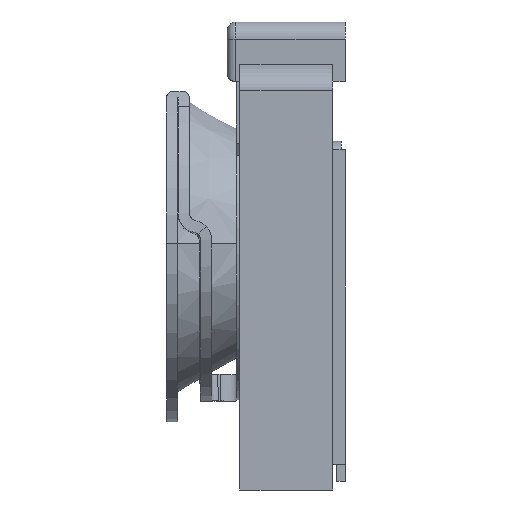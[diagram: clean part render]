
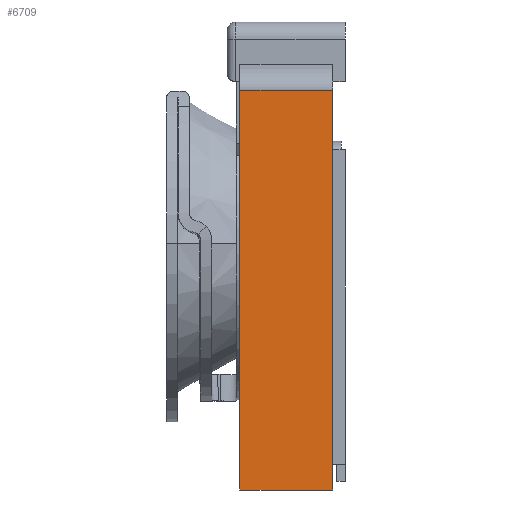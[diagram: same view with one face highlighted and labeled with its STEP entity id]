
A CAD part, left-side view. The second image highlights one B-rep face of the part: STEP entity #6709.
In plain terms, the highlighted planar face has unit normal (-1, 0, 0).
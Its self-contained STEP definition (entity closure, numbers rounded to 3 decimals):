
#288 = DIRECTION ( 'NONE',  ( 0., -1., 0. ) ) ;
#804 = CARTESIAN_POINT ( 'NONE',  ( -1.1, 0.075, -1.45 ) ) ;
#1148 = CARTESIAN_POINT ( 'NONE',  ( -1.1, 0.075, -1.45 ) ) ;
#1199 = CARTESIAN_POINT ( 'NONE',  ( -1.1, 0.62, 0.9 ) ) ;
#1367 = VERTEX_POINT ( 'NONE', #1199 ) ;
#1440 = DIRECTION ( 'NONE',  ( 0., 0., -1. ) ) ;
#1644 = CARTESIAN_POINT ( 'NONE',  ( -1.1, 0.62, -1.45 ) ) ;
#1670 = ORIENTED_EDGE ( 'NONE', *, *, #8695, .F. ) ;
#1686 = LINE ( 'NONE', #3885, #7867 ) ;
#1914 = VECTOR ( 'NONE', #288, 1000. ) ;
#2099 = VERTEX_POINT ( 'NONE', #4375 ) ;
#2407 = DIRECTION ( 'NONE',  ( 0., 0., 1. ) ) ;
#2645 = LINE ( 'NONE', #804, #4824 ) ;
#2815 = VECTOR ( 'NONE', #3216, 1000. ) ;
#3082 = LINE ( 'NONE', #1644, #2815 ) ;
#3216 = DIRECTION ( 'NONE',  ( 0., 0., 1. ) ) ;
#3366 = FACE_OUTER_BOUND ( 'NONE', #4386, .T. ) ;
#3885 = CARTESIAN_POINT ( 'NONE',  ( -1.1, 0.62, 0.9 ) ) ;
#4341 = VERTEX_POINT ( 'NONE', #5630 ) ;
#4342 = CARTESIAN_POINT ( 'NONE',  ( -1.1, 0.62, -1.45 ) ) ;
#4375 = CARTESIAN_POINT ( 'NONE',  ( -1.1, 0.075, 0.9 ) ) ;
#4386 = EDGE_LOOP ( 'NONE', ( #4975, #1670, #8534, #7369 ) ) ;
#4670 = CARTESIAN_POINT ( 'NONE',  ( -1.1, 0.62, -1.45 ) ) ;
#4824 = VECTOR ( 'NONE', #2407, 1000. ) ;
#4905 = VERTEX_POINT ( 'NONE', #1148 ) ;
#4975 = ORIENTED_EDGE ( 'NONE', *, *, #9778, .T. ) ;
#5525 = EDGE_CURVE ( 'NONE', #4341, #4905, #5699, .T. ) ;
#5630 = CARTESIAN_POINT ( 'NONE',  ( -1.1, 0.62, -1.45 ) ) ;
#5699 = LINE ( 'NONE', #4342, #1914 ) ;
#6278 = DIRECTION ( 'NONE',  ( 1., 0., 0. ) ) ;
#6329 = AXIS2_PLACEMENT_3D ( 'NONE', #4670, #6278, #1440 ) ;
#6709 = ADVANCED_FACE ( 'NONE', ( #3366 ), #7849, .F. ) ;
#7369 = ORIENTED_EDGE ( 'NONE', *, *, #5525, .T. ) ;
#7849 = PLANE ( 'NONE',  #6329 ) ;
#7867 = VECTOR ( 'NONE', #8676, 1000. ) ;
#8534 = ORIENTED_EDGE ( 'NONE', *, *, #8850, .F. ) ;
#8676 = DIRECTION ( 'NONE',  ( 0., -1., 0. ) ) ;
#8695 = EDGE_CURVE ( 'NONE', #1367, #2099, #1686, .T. ) ;
#8850 = EDGE_CURVE ( 'NONE', #4341, #1367, #3082, .T. ) ;
#9778 = EDGE_CURVE ( 'NONE', #4905, #2099, #2645, .T. ) ;
